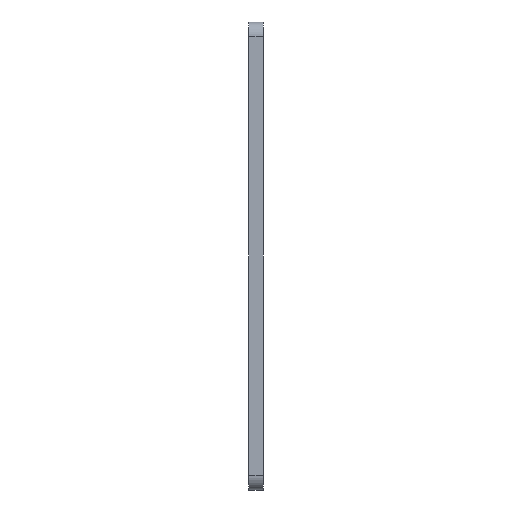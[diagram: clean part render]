
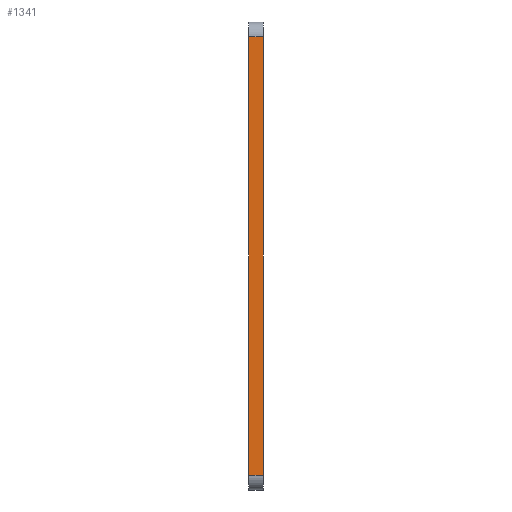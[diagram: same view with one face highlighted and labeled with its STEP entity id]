
A CAD part, front view. The second image highlights one B-rep face of the part: STEP entity #1341.
In plain terms, the highlighted planar face has unit normal (0, -1, 0).
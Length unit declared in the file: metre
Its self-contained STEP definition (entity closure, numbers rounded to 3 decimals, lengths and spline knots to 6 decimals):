
#48=ORIENTED_EDGE('',*,*,#422,.F.);
#49=ORIENTED_EDGE('',*,*,#423,.T.);
#50=ORIENTED_EDGE('',*,*,#424,.T.);
#51=ORIENTED_EDGE('',*,*,#425,.T.);
#422=EDGE_CURVE('',#608,#609,#738,.T.);
#423=EDGE_CURVE('',#608,#610,#739,.T.);
#424=EDGE_CURVE('',#610,#611,#740,.T.);
#425=EDGE_CURVE('',#611,#609,#741,.F.);
#608=VERTEX_POINT('',#1861);
#609=VERTEX_POINT('',#1862);
#610=VERTEX_POINT('',#1864);
#611=VERTEX_POINT('',#1866);
#738=LINE('',#1860,#910);
#739=LINE('',#1863,#911);
#740=LINE('',#1865,#912);
#741=LINE('',#1867,#913);
#910=VECTOR('',#1519,1.);
#911=VECTOR('',#1520,1.);
#912=VECTOR('',#1521,1.);
#913=VECTOR('',#1522,1.);
#1075=EDGE_LOOP('',(#48,#49,#50,#51));
#1179=FACE_BOUND('',#1075,.T.);
#1283=PLANE('',#1420);
#1341=ADVANCED_FACE('',(#1179),#1283,.F.);
#1420=AXIS2_PLACEMENT_3D('',#1859,#1517,#1518);
#1517=DIRECTION('',(0.,1.,0.));
#1518=DIRECTION('',(0.,0.,1.));
#1519=DIRECTION('',(0.,0.,-1.));
#1520=DIRECTION('',(-1.,0.,0.));
#1521=DIRECTION('',(0.,0.,-1.));
#1522=DIRECTION('',(-1.,0.,0.));
#1859=CARTESIAN_POINT('',(0.003,-0.045189,0.001325));
#1860=CARTESIAN_POINT('',(0.003,-0.045189,0.001325));
#1861=CARTESIAN_POINT('',(0.003,-0.045189,0.046164));
#1862=CARTESIAN_POINT('',(0.003,-0.045189,-0.043514));
#1863=CARTESIAN_POINT('',(0.003,-0.045189,0.046164));
#1864=CARTESIAN_POINT('',(0.,-0.045189,0.046164));
#1865=CARTESIAN_POINT('',(0.,-0.045189,0.001325));
#1866=CARTESIAN_POINT('',(0.,-0.045189,-0.043514));
#1867=CARTESIAN_POINT('',(0.003,-0.045189,-0.043514));
